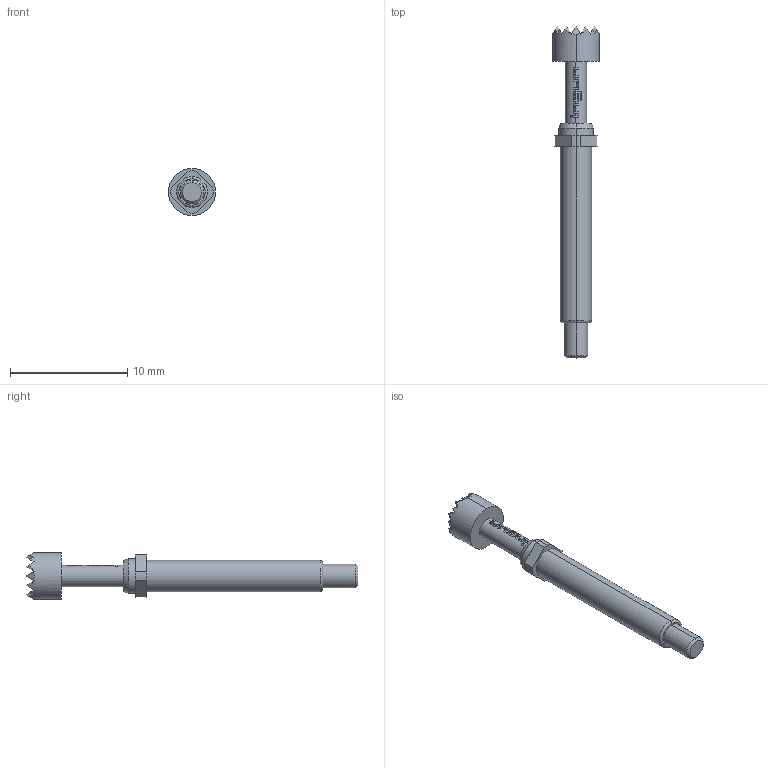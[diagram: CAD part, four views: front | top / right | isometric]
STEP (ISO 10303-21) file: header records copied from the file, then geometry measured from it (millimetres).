
FILE_DESCRIPTION (( 'STEP AP203' ), '1' );
FILE_NAME ('INGUN_GKS-113_306_400_A_xx02_M.STEP', '2022-01-24T08:15:44', ( 'ochi' ), ( '' ), 'SwSTEP 2.0', 'SolidWorks 2018', '' );
FILE_SCHEMA (( 'CONFIG_CONTROL_DESIGN' ));
Length unit declared in the file: millimetre
Products named in the file (1): INGUN_GKS-113_306_400_A_xx02_M
Bounding box: 4 x 28.3 x 4 mm (x, y, z)
Volume: 152.6 mm3; surface area: 271.8 mm2
Topology: 1 solids, 1 shells, 204 faces, 481 edges, 285 vertices
Faces by surface type: plane 124, bspline 40, cylinder 34, cone 4, torus 2
Entity records: 6782 total; most frequent: CARTESIAN_POINT 2753, ORIENTED_EDGE 962, DIRECTION 579, EDGE_CURVE 481, VERTEX_POINT 285, B_SPLINE_CURVE_WITH_KNOTS 222, EDGE_LOOP 210, ADVANCED_FACE 204
